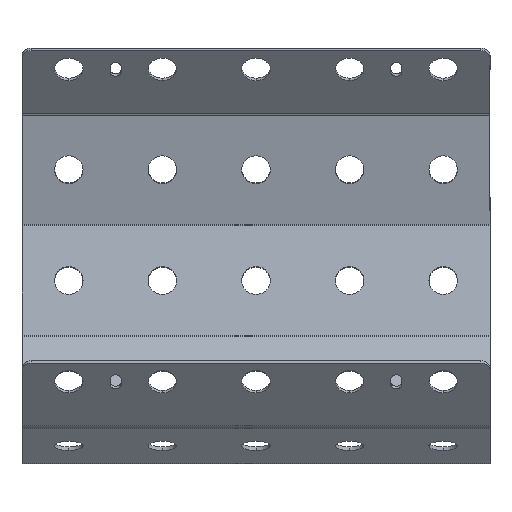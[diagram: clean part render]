
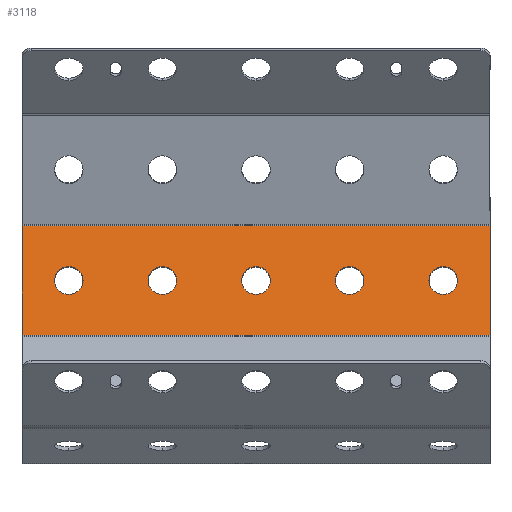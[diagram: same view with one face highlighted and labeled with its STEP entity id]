
A CAD part, left-side view. The second image highlights one B-rep face of the part: STEP entity #3118.
In plain terms, the highlighted planar face has unit normal (-0.978, 0, 0.209).
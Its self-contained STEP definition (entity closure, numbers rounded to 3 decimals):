
#890=DIRECTION('',(-0.209,0.,-0.978));
#891=VECTOR('',#890,85.797);
#892=CARTESIAN_POINT('',(154.298,0.,-0.627));
#893=LINE('',#892,#891);
#912=DIRECTION('',(0.,-1.,0.));
#913=VECTOR('',#912,360.);
#914=CARTESIAN_POINT('',(136.357,360.,-84.527));
#915=LINE('',#914,#913);
#916=DIRECTION('',(0.,-1.,0.));
#917=VECTOR('',#916,360.);
#918=CARTESIAN_POINT('',(154.298,360.,-0.627));
#919=LINE('',#918,#917);
#920=CARTESIAN_POINT('',(145.327,324.,-42.577));
#921=DIRECTION('',(0.978,0.,-0.209));
#922=DIRECTION('',(-0.209,0.,-0.978));
#923=AXIS2_PLACEMENT_3D('',#920,#921,#922);
#925=CARTESIAN_POINT('',(145.327,324.,-42.577));
#926=DIRECTION('',(0.978,0.,-0.209));
#927=DIRECTION('',(0.209,0.,0.978));
#928=AXIS2_PLACEMENT_3D('',#925,#926,#927);
#930=CARTESIAN_POINT('',(145.327,252.,-42.577));
#931=DIRECTION('',(0.978,0.,-0.209));
#932=DIRECTION('',(-0.209,0.,-0.978));
#933=AXIS2_PLACEMENT_3D('',#930,#931,#932);
#935=CARTESIAN_POINT('',(145.327,252.,-42.577));
#936=DIRECTION('',(0.978,0.,-0.209));
#937=DIRECTION('',(0.209,0.,0.978));
#938=AXIS2_PLACEMENT_3D('',#935,#936,#937);
#940=CARTESIAN_POINT('',(145.327,180.,-42.577));
#941=DIRECTION('',(0.978,0.,-0.209));
#942=DIRECTION('',(-0.209,0.,-0.978));
#943=AXIS2_PLACEMENT_3D('',#940,#941,#942);
#945=CARTESIAN_POINT('',(145.327,180.,-42.577));
#946=DIRECTION('',(0.978,0.,-0.209));
#947=DIRECTION('',(0.209,0.,0.978));
#948=AXIS2_PLACEMENT_3D('',#945,#946,#947);
#950=CARTESIAN_POINT('',(145.327,108.,-42.577));
#951=DIRECTION('',(0.978,0.,-0.209));
#952=DIRECTION('',(-0.209,0.,-0.978));
#953=AXIS2_PLACEMENT_3D('',#950,#951,#952);
#955=CARTESIAN_POINT('',(145.327,108.,-42.577));
#956=DIRECTION('',(0.978,0.,-0.209));
#957=DIRECTION('',(0.209,0.,0.978));
#958=AXIS2_PLACEMENT_3D('',#955,#956,#957);
#960=CARTESIAN_POINT('',(145.327,36.,-42.577));
#961=DIRECTION('',(0.978,0.,-0.209));
#962=DIRECTION('',(-0.209,0.,-0.978));
#963=AXIS2_PLACEMENT_3D('',#960,#961,#962);
#965=CARTESIAN_POINT('',(145.327,36.,-42.577));
#966=DIRECTION('',(0.978,0.,-0.209));
#967=DIRECTION('',(0.209,0.,0.978));
#968=AXIS2_PLACEMENT_3D('',#965,#966,#967);
#974=DIRECTION('',(-0.209,0.,-0.978));
#975=VECTOR('',#974,85.797);
#976=CARTESIAN_POINT('',(154.298,360.,-0.627));
#977=LINE('',#976,#975);
#1838=CARTESIAN_POINT('',(136.357,360.,-84.527));
#1839=CARTESIAN_POINT('',(136.357,0.,-84.527));
#1840=VERTEX_POINT('',#1838);
#1841=VERTEX_POINT('',#1839);
#1850=CARTESIAN_POINT('',(154.298,360.,-0.627));
#1851=CARTESIAN_POINT('',(154.298,0.,-0.627));
#1852=VERTEX_POINT('',#1850);
#1853=VERTEX_POINT('',#1851);
#1934=CARTESIAN_POINT('',(143.027,324.,-53.334));
#1936=VERTEX_POINT('',#1934);
#1938=CARTESIAN_POINT('',(147.628,324.,-31.82));
#1940=VERTEX_POINT('',#1938);
#1942=CARTESIAN_POINT('',(143.027,252.,-53.334));
#1944=VERTEX_POINT('',#1942);
#1946=CARTESIAN_POINT('',(147.628,252.,-31.82));
#1948=VERTEX_POINT('',#1946);
#1950=CARTESIAN_POINT('',(143.027,180.,-53.334));
#1952=VERTEX_POINT('',#1950);
#1954=CARTESIAN_POINT('',(147.628,180.,-31.82));
#1956=VERTEX_POINT('',#1954);
#1958=CARTESIAN_POINT('',(143.027,108.,-53.334));
#1960=VERTEX_POINT('',#1958);
#1962=CARTESIAN_POINT('',(147.628,108.,-31.82));
#1964=VERTEX_POINT('',#1962);
#1966=CARTESIAN_POINT('',(143.027,36.,-53.334));
#1968=VERTEX_POINT('',#1966);
#1970=CARTESIAN_POINT('',(147.628,36.,-31.82));
#1972=VERTEX_POINT('',#1970);
#3075=CARTESIAN_POINT('',(154.566,0.,0.627));
#3076=DIRECTION('',(0.978,0.,-0.209));
#3077=DIRECTION('',(-0.209,0.,-0.978));
#3078=AXIS2_PLACEMENT_3D('',#3075,#3076,#3077);
#3079=PLANE('',#3078);
#3080=ORIENTED_EDGE('',*,*,#3067,.F.);
#3082=ORIENTED_EDGE('',*,*,#3081,.F.);
#3084=ORIENTED_EDGE('',*,*,#3083,.T.);
#3085=ORIENTED_EDGE('',*,*,#3041,.T.);
#3086=EDGE_LOOP('',(#3080,#3082,#3084,#3085));
#3087=FACE_OUTER_BOUND('',#3086,.F.);
#3089=ORIENTED_EDGE('',*,*,#3088,.F.);
#3091=ORIENTED_EDGE('',*,*,#3090,.F.);
#3092=EDGE_LOOP('',(#3089,#3091));
#3093=FACE_BOUND('',#3092,.F.);
#3095=ORIENTED_EDGE('',*,*,#3094,.F.);
#3097=ORIENTED_EDGE('',*,*,#3096,.F.);
#3098=EDGE_LOOP('',(#3095,#3097));
#3099=FACE_BOUND('',#3098,.F.);
#3101=ORIENTED_EDGE('',*,*,#3100,.F.);
#3103=ORIENTED_EDGE('',*,*,#3102,.F.);
#3104=EDGE_LOOP('',(#3101,#3103));
#3105=FACE_BOUND('',#3104,.F.);
#3107=ORIENTED_EDGE('',*,*,#3106,.F.);
#3109=ORIENTED_EDGE('',*,*,#3108,.F.);
#3110=EDGE_LOOP('',(#3107,#3109));
#3111=FACE_BOUND('',#3110,.F.);
#3113=ORIENTED_EDGE('',*,*,#3112,.F.);
#3115=ORIENTED_EDGE('',*,*,#3114,.F.);
#3116=EDGE_LOOP('',(#3113,#3115));
#3117=FACE_BOUND('',#3116,.F.);
#924=CIRCLE('',#923,11.);
#929=CIRCLE('',#928,11.);
#934=CIRCLE('',#933,11.);
#939=CIRCLE('',#938,11.);
#944=CIRCLE('',#943,11.);
#949=CIRCLE('',#948,11.);
#954=CIRCLE('',#953,11.);
#959=CIRCLE('',#958,11.);
#964=CIRCLE('',#963,11.);
#969=CIRCLE('',#968,11.);
#3041=EDGE_CURVE('',#1853,#1841,#893,.T.);
#3067=EDGE_CURVE('',#1840,#1841,#915,.T.);
#3081=EDGE_CURVE('',#1852,#1840,#977,.T.);
#3083=EDGE_CURVE('',#1852,#1853,#919,.T.);
#3088=EDGE_CURVE('',#1936,#1940,#924,.T.);
#3090=EDGE_CURVE('',#1940,#1936,#929,.T.);
#3094=EDGE_CURVE('',#1944,#1948,#934,.T.);
#3096=EDGE_CURVE('',#1948,#1944,#939,.T.);
#3100=EDGE_CURVE('',#1952,#1956,#944,.T.);
#3102=EDGE_CURVE('',#1956,#1952,#949,.T.);
#3106=EDGE_CURVE('',#1960,#1964,#954,.T.);
#3108=EDGE_CURVE('',#1964,#1960,#959,.T.);
#3112=EDGE_CURVE('',#1968,#1972,#964,.T.);
#3114=EDGE_CURVE('',#1972,#1968,#969,.T.);
#3118=ADVANCED_FACE('',(#3087,#3093,#3099,#3105,#3111,#3117),#3079,.F.);
